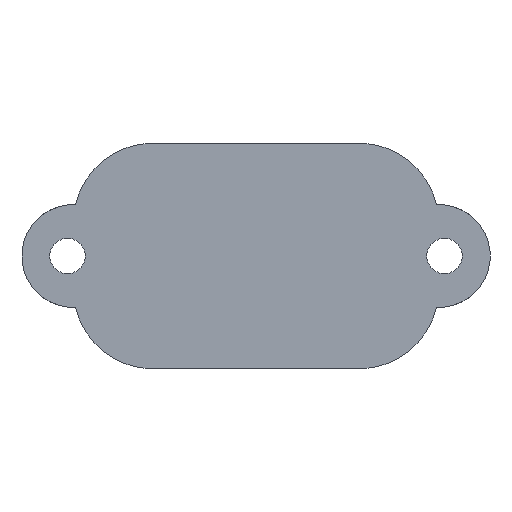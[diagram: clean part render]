
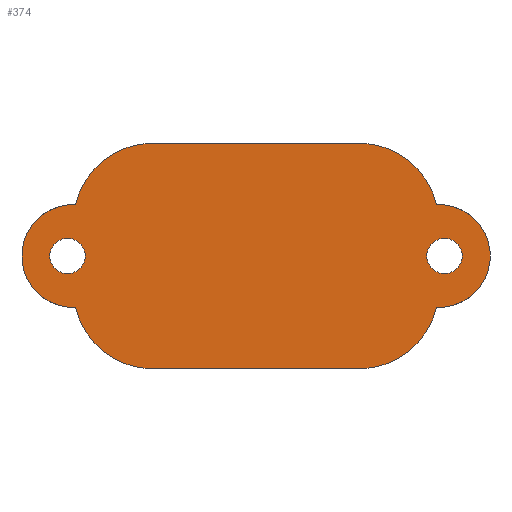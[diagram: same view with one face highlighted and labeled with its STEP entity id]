
A CAD part, front view. The second image highlights one B-rep face of the part: STEP entity #374.
In plain terms, the highlighted planar face has unit normal (0, -1, 0).
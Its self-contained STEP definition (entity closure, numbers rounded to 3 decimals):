
#21=FACE_BOUND('',#71,.T.);
#22=FACE_BOUND('',#72,.T.);
#28=PLANE('',#434);
#46=FACE_OUTER_BOUND('',#70,.T.);
#70=EDGE_LOOP('',(#299,#300,#301,#302,#303,#304,#305,#306));
#71=EDGE_LOOP('',(#307));
#72=EDGE_LOOP('',(#308));
#92=LINE('',#642,#110);
#98=LINE('',#694,#116);
#110=VECTOR('',#488,18.);
#116=VECTOR('',#514,18.);
#122=CIRCLE('',#401,1.55);
#124=CIRCLE('',#404,1.55);
#125=CIRCLE('',#406,4.5);
#128=CIRCLE('',#410,7.);
#130=CIRCLE('',#414,7.);
#131=CIRCLE('',#416,4.5);
#134=CIRCLE('',#420,7.);
#136=CIRCLE('',#424,7.);
#154=VERTEX_POINT('',#585);
#156=VERTEX_POINT('',#591);
#157=VERTEX_POINT('',#595);
#158=VERTEX_POINT('',#596);
#164=VERTEX_POINT('',#633);
#166=VERTEX_POINT('',#639);
#168=VERTEX_POINT('',#645);
#169=VERTEX_POINT('',#650);
#174=VERTEX_POINT('',#685);
#176=VERTEX_POINT('',#691);
#191=EDGE_CURVE('',#154,#154,#122,.F.);
#194=EDGE_CURVE('',#156,#156,#124,.T.);
#195=EDGE_CURVE('',#157,#158,#125,.T.);
#203=EDGE_CURVE('',#158,#164,#128,.T.);
#206=EDGE_CURVE('',#166,#164,#92,.T.);
#209=EDGE_CURVE('',#166,#168,#130,.T.);
#210=EDGE_CURVE('',#168,#169,#131,.T.);
#217=EDGE_CURVE('',#169,#174,#134,.T.);
#220=EDGE_CURVE('',#174,#176,#98,.T.);
#222=EDGE_CURVE('',#176,#157,#136,.T.);
#299=ORIENTED_EDGE('',*,*,#195,.F.);
#300=ORIENTED_EDGE('',*,*,#222,.F.);
#301=ORIENTED_EDGE('',*,*,#220,.F.);
#302=ORIENTED_EDGE('',*,*,#217,.F.);
#303=ORIENTED_EDGE('',*,*,#210,.F.);
#304=ORIENTED_EDGE('',*,*,#209,.F.);
#305=ORIENTED_EDGE('',*,*,#206,.T.);
#306=ORIENTED_EDGE('',*,*,#203,.F.);
#307=ORIENTED_EDGE('',*,*,#194,.T.);
#308=ORIENTED_EDGE('',*,*,#191,.F.);
#374=ADVANCED_FACE('',(#46,#21,#22),#28,.F.);
#401=AXIS2_PLACEMENT_3D('',#587,#460,#461);
#404=AXIS2_PLACEMENT_3D('',#593,#467,#468);
#406=AXIS2_PLACEMENT_3D('',#597,#471,#472);
#410=AXIS2_PLACEMENT_3D('',#636,#482,#483);
#414=AXIS2_PLACEMENT_3D('',#648,#494,#495);
#416=AXIS2_PLACEMENT_3D('',#651,#498,#499);
#420=AXIS2_PLACEMENT_3D('',#688,#508,#509);
#424=AXIS2_PLACEMENT_3D('',#697,#519,#520);
#434=AXIS2_PLACEMENT_3D('',#717,#541,#542);
#460=DIRECTION('center_axis',(0.,1.,0.));
#461=DIRECTION('ref_axis',(0.,0.,1.));
#467=DIRECTION('center_axis',(0.,1.,0.));
#468=DIRECTION('ref_axis',(0.,0.,1.));
#471=DIRECTION('center_axis',(0.,1.,0.));
#472=DIRECTION('ref_axis',(0.,0.,1.));
#482=DIRECTION('center_axis',(0.,1.,0.));
#483=DIRECTION('ref_axis',(0.,0.,1.));
#488=DIRECTION('',(1.,0.,0.));
#494=DIRECTION('center_axis',(0.,1.,0.));
#495=DIRECTION('ref_axis',(0.,0.,1.));
#498=DIRECTION('center_axis',(0.,1.,0.));
#499=DIRECTION('ref_axis',(0.,0.,1.));
#508=DIRECTION('center_axis',(0.,1.,0.));
#509=DIRECTION('ref_axis',(0.,0.,1.));
#514=DIRECTION('',(1.,0.,0.));
#519=DIRECTION('center_axis',(0.,1.,0.));
#520=DIRECTION('ref_axis',(0.,0.,1.));
#541=DIRECTION('center_axis',(0.,1.,0.));
#542=DIRECTION('ref_axis',(0.,0.,1.));
#585=CARTESIAN_POINT('',(32.5,0.,-8.325));
#587=CARTESIAN_POINT('Origin',(32.5,0.,-9.875));
#591=CARTESIAN_POINT('',(-0.5,0.,-8.325));
#593=CARTESIAN_POINT('Origin',(-0.5,0.,-9.875));
#595=CARTESIAN_POINT('',(31.81,0.,-5.379));
#596=CARTESIAN_POINT('',(31.81,0.,-14.371));
#597=CARTESIAN_POINT('Origin',(32.,0.,-9.875));
#633=CARTESIAN_POINT('',(25.,0.,-19.75));
#636=CARTESIAN_POINT('Origin',(25.,0.,-12.75));
#639=CARTESIAN_POINT('',(7.,0.,-19.75));
#642=CARTESIAN_POINT('',(7.,0.,-19.75));
#645=CARTESIAN_POINT('',(0.19,0.,-14.371));
#648=CARTESIAN_POINT('Origin',(7.,0.,-12.75));
#650=CARTESIAN_POINT('',(0.19,0.,-5.379));
#651=CARTESIAN_POINT('Origin',(0.,0.,-9.875));
#685=CARTESIAN_POINT('',(7.,0.,0.));
#688=CARTESIAN_POINT('Origin',(7.,0.,-7.));
#691=CARTESIAN_POINT('',(25.,0.,0.));
#694=CARTESIAN_POINT('',(7.,0.,0.));
#697=CARTESIAN_POINT('Origin',(25.,0.,-7.));
#717=CARTESIAN_POINT('Origin',(0.,0.,0.));
